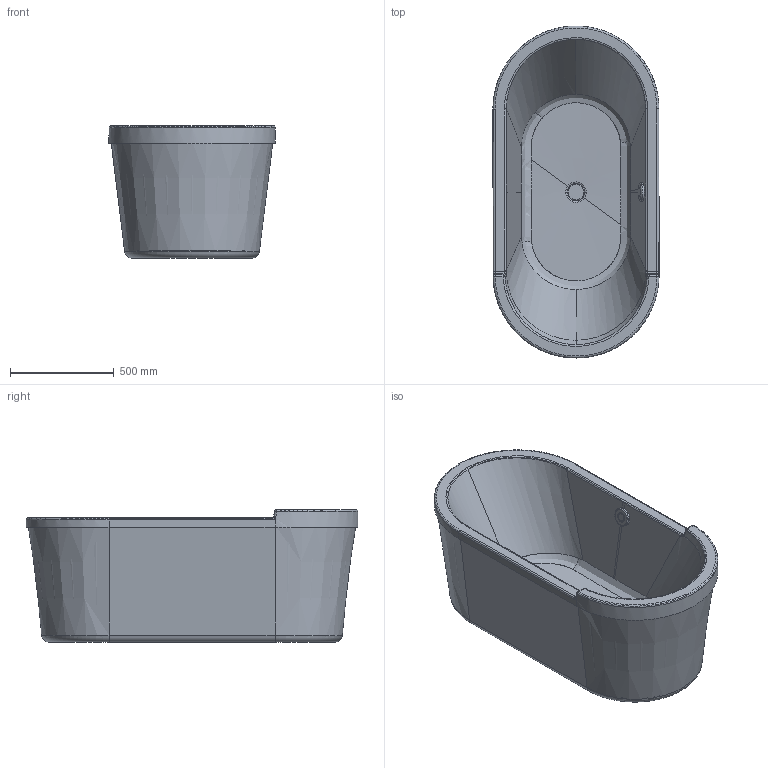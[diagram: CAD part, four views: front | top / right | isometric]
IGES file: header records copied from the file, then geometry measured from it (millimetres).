
Global section: file name: No Iges File Name specified; native system: Autodesk Inventor 2011; preprocessor: AutoDesk Inventor Iges Exporter R2011; author: Administrator; date: 20170726.150307; units: millimetre
Bounding box: 800.64 x 1600 x 640 mm (x, y, z)
Volume: 24440871.1 mm3; surface area: 9443387.8 mm2
Topology: 5 solids, 5 shells, 156 faces, 1661 edges, 1518 vertices
Faces by surface type: plane 41, bspline 41, revolution 34, cylinder 18, torus 12, cone 10
